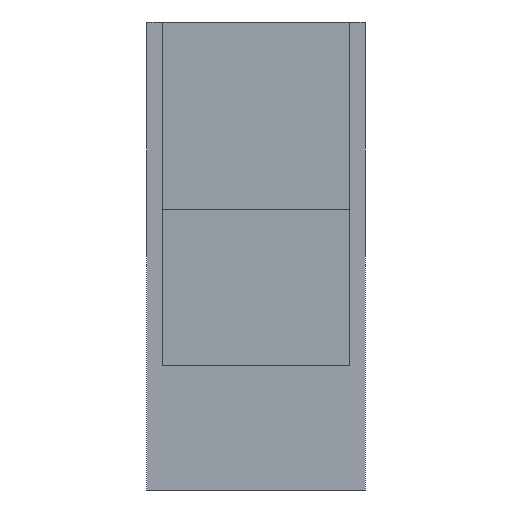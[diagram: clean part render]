
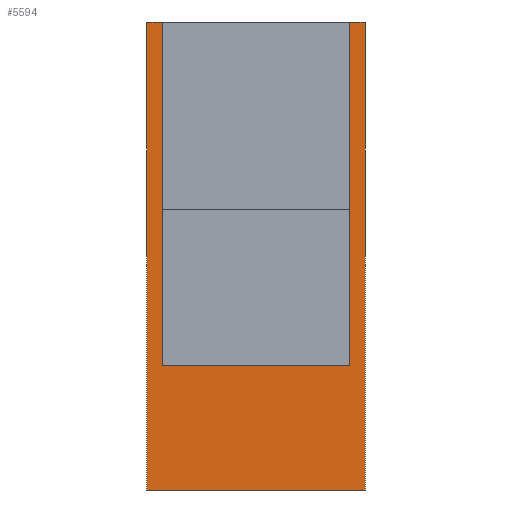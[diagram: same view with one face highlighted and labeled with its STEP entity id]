
A CAD part, left-side view. The second image highlights one B-rep face of the part: STEP entity #5594.
In plain terms, the highlighted planar face has unit normal (-1, 0, 0).
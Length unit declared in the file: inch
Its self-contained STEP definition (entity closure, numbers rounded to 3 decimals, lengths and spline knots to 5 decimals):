
#1132 = VERTEX_POINT ( 'NONE', #16747 ) ;
#1693 = DIRECTION ( 'NONE',  ( 0., 1., 0. ) ) ;
#1779 = DIRECTION ( 'NONE',  ( 0., -1., 0. ) ) ;
#1994 = DIRECTION ( 'NONE',  ( -1., 0., 0. ) ) ;
#2015 = CARTESIAN_POINT ( 'NONE',  ( -1.86, -0.175, -0.75 ) ) ;
#2020 = LINE ( 'NONE', #2015, #25892 ) ;
#2300 = DIRECTION ( 'NONE',  ( 0., 0., 1. ) ) ;
#2457 = EDGE_CURVE ( 'NONE', #2766, #16416, #6273, .T. ) ;
#2766 = VERTEX_POINT ( 'NONE', #18010 ) ;
#3194 = EDGE_LOOP ( 'NONE', ( #24039, #22437, #16168, #3364, #17038, #4396, #8493, #19360 ) ) ;
#3249 = CARTESIAN_POINT ( 'NONE',  ( -1.86, 0.15, 0. ) ) ;
#3262 = DIRECTION ( 'NONE',  ( 0., 1., 0. ) ) ;
#3364 = ORIENTED_EDGE ( 'NONE', *, *, #4483, .T. ) ;
#3511 = CARTESIAN_POINT ( 'NONE',  ( -1.86, -0.175, -0.75 ) ) ;
#3767 = CARTESIAN_POINT ( 'NONE',  ( -1.86, -0.175, -0.75 ) ) ;
#4070 = CARTESIAN_POINT ( 'NONE',  ( -1.86, -0.15, -0.55 ) ) ;
#4396 = ORIENTED_EDGE ( 'NONE', *, *, #17202, .F. ) ;
#4483 = EDGE_CURVE ( 'NONE', #14495, #9672, #24542, .T. ) ;
#4961 = DIRECTION ( 'NONE',  ( 0., 0., 1. ) ) ;
#5022 = CARTESIAN_POINT ( 'NONE',  ( -1.86, -0.15, 0. ) ) ;
#5426 = CARTESIAN_POINT ( 'NONE',  ( -1.86, -0.175, 0. ) ) ;
#5506 = LINE ( 'NONE', #14919, #15393 ) ;
#5511 = VERTEX_POINT ( 'NONE', #3511 ) ;
#5594 = ADVANCED_FACE ( 'NONE', ( #26049 ), #9730, .T. ) ;
#6273 = LINE ( 'NONE', #17159, #24735 ) ;
#6308 = LINE ( 'NONE', #16627, #20638 ) ;
#8343 = LINE ( 'NONE', #4070, #19168 ) ;
#8493 = ORIENTED_EDGE ( 'NONE', *, *, #11251, .T. ) ;
#8714 = CARTESIAN_POINT ( 'NONE',  ( -1.86, 0.175, -0.75 ) ) ;
#9019 = AXIS2_PLACEMENT_3D ( 'NONE', #3767, #1994, #22082 ) ;
#9672 = VERTEX_POINT ( 'NONE', #11087 ) ;
#9730 = PLANE ( 'NONE',  #9019 ) ;
#11020 = EDGE_CURVE ( 'NONE', #12388, #16416, #5506, .T. ) ;
#11087 = CARTESIAN_POINT ( 'NONE',  ( -1.86, 0.175, 0. ) ) ;
#11251 = EDGE_CURVE ( 'NONE', #5511, #12388, #2020, .T. ) ;
#12388 = VERTEX_POINT ( 'NONE', #16435 ) ;
#12784 = CARTESIAN_POINT ( 'NONE',  ( -1.86, 0.15, -0.55 ) ) ;
#13918 = DIRECTION ( 'NONE',  ( 0., 0., 1. ) ) ;
#14262 = EDGE_CURVE ( 'NONE', #25377, #9672, #6308, .T. ) ;
#14495 = VERTEX_POINT ( 'NONE', #3249 ) ;
#14671 = VECTOR ( 'NONE', #18923, 39.37008 ) ;
#14919 = CARTESIAN_POINT ( 'NONE',  ( -1.86, -0.175, 0. ) ) ;
#15393 = VECTOR ( 'NONE', #3262, 39.37008 ) ;
#16168 = ORIENTED_EDGE ( 'NONE', *, *, #18434, .F. ) ;
#16416 = VERTEX_POINT ( 'NONE', #5022 ) ;
#16435 = CARTESIAN_POINT ( 'NONE',  ( -1.86, -0.175, 0. ) ) ;
#16627 = CARTESIAN_POINT ( 'NONE',  ( -1.86, 0.175, -0.75 ) ) ;
#16747 = CARTESIAN_POINT ( 'NONE',  ( -1.86, 0.15, -0.55 ) ) ;
#17038 = ORIENTED_EDGE ( 'NONE', *, *, #14262, .F. ) ;
#17159 = CARTESIAN_POINT ( 'NONE',  ( -1.86, -0.15, 0. ) ) ;
#17202 = EDGE_CURVE ( 'NONE', #5511, #25377, #25855, .T. ) ;
#17288 = EDGE_CURVE ( 'NONE', #1132, #2766, #8343, .T. ) ;
#18010 = CARTESIAN_POINT ( 'NONE',  ( -1.86, -0.15, -0.55 ) ) ;
#18434 = EDGE_CURVE ( 'NONE', #14495, #1132, #19766, .T. ) ;
#18923 = DIRECTION ( 'NONE',  ( 0., 0., -1. ) ) ;
#19168 = VECTOR ( 'NONE', #1779, 39.37008 ) ;
#19360 = ORIENTED_EDGE ( 'NONE', *, *, #11020, .T. ) ;
#19751 = CARTESIAN_POINT ( 'NONE',  ( -1.86, -0.175, -0.75 ) ) ;
#19766 = LINE ( 'NONE', #12784, #14671 ) ;
#20638 = VECTOR ( 'NONE', #2300, 39.37008 ) ;
#22082 = DIRECTION ( 'NONE',  ( 0., 0., 1. ) ) ;
#22138 = DIRECTION ( 'NONE',  ( 0., 1., 0. ) ) ;
#22437 = ORIENTED_EDGE ( 'NONE', *, *, #17288, .F. ) ;
#23308 = VECTOR ( 'NONE', #1693, 39.37008 ) ;
#24039 = ORIENTED_EDGE ( 'NONE', *, *, #2457, .F. ) ;
#24199 = VECTOR ( 'NONE', #22138, 39.37008 ) ;
#24542 = LINE ( 'NONE', #5426, #24199 ) ;
#24735 = VECTOR ( 'NONE', #4961, 39.37008 ) ;
#25377 = VERTEX_POINT ( 'NONE', #8714 ) ;
#25855 = LINE ( 'NONE', #19751, #23308 ) ;
#25892 = VECTOR ( 'NONE', #13918, 39.37008 ) ;
#26049 = FACE_OUTER_BOUND ( 'NONE', #3194, .T. ) ;
